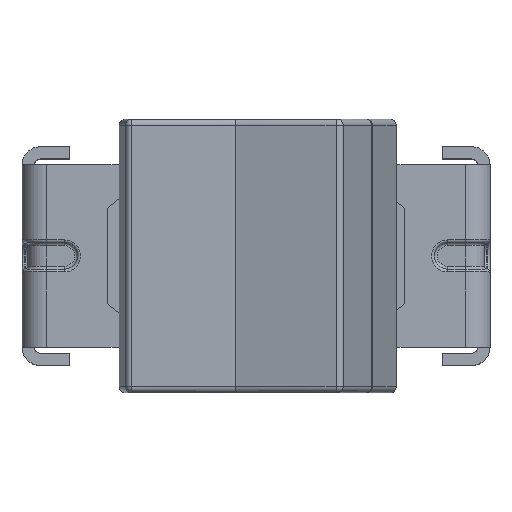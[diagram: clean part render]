
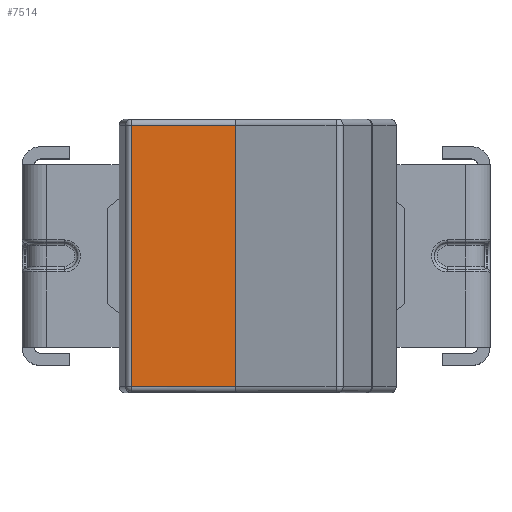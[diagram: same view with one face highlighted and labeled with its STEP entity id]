
A CAD part, top view. The second image highlights one B-rep face of the part: STEP entity #7514.
In plain terms, the highlighted planar face has unit normal (0, 0, 1).
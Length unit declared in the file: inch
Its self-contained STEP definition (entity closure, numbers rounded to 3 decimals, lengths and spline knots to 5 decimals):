
#36=PLANE('',#8029);
#428=FACE_OUTER_BOUND('',#893,.T.);
#893=EDGE_LOOP('',(#5136,#5137,#5138,#5139));
#1367=LINE('',#11262,#2162);
#1378=LINE('',#11305,#2173);
#1379=LINE('',#11309,#2174);
#1380=LINE('',#11310,#2175);
#2162=VECTOR('',#8853,0.3937);
#2173=VECTOR('',#8902,0.3937);
#2174=VECTOR('',#8907,0.3937);
#2175=VECTOR('',#8908,0.3937);
#3252=VERTEX_POINT('',#11256);
#3254=VERTEX_POINT('',#11260);
#3267=VERTEX_POINT('',#11304);
#3268=VERTEX_POINT('',#11308);
#3954=EDGE_CURVE('',#3254,#3252,#1367,.T.);
#3975=EDGE_CURVE('',#3267,#3252,#1378,.T.);
#3977=EDGE_CURVE('',#3268,#3254,#1379,.T.);
#3978=EDGE_CURVE('',#3267,#3268,#1380,.T.);
#5136=ORIENTED_EDGE('',*,*,#3954,.F.);
#5137=ORIENTED_EDGE('',*,*,#3977,.F.);
#5138=ORIENTED_EDGE('',*,*,#3978,.F.);
#5139=ORIENTED_EDGE('',*,*,#3975,.T.);
#7514=ADVANCED_FACE('',(#428),#36,.T.);
#8029=AXIS2_PLACEMENT_3D('',#11307,#8905,#8906);
#8853=DIRECTION('',(-1.,0.,0.));
#8902=DIRECTION('',(0.,-1.,0.));
#8905=DIRECTION('center_axis',(0.,0.,
1.));
#8906=DIRECTION('ref_axis',(0.,-1.,0.));
#8907=DIRECTION('',(0.,-1.,0.));
#8908=DIRECTION('',(1.,0.,0.));
#11256=CARTESIAN_POINT('',(-0.20506,-0.21575,0.78543));
#11260=CARTESIAN_POINT('',(-0.03354,-0.21575,0.78543));
#11262=CARTESIAN_POINT('',(-0.10977,-0.21575,0.78543));
#11304=CARTESIAN_POINT('',(-0.20506,0.21457,0.78543));
#11305=CARTESIAN_POINT('',(-0.20506,0.22441,0.78543));
#11307=CARTESIAN_POINT('Origin',(-0.20506,0.22441,0.78543));
#11308=CARTESIAN_POINT('',(-0.03354,0.21457,0.78543));
#11309=CARTESIAN_POINT('',(-0.03354,0.22441,0.78543));
#11310=CARTESIAN_POINT('',(-0.10977,0.21457,0.78543));
